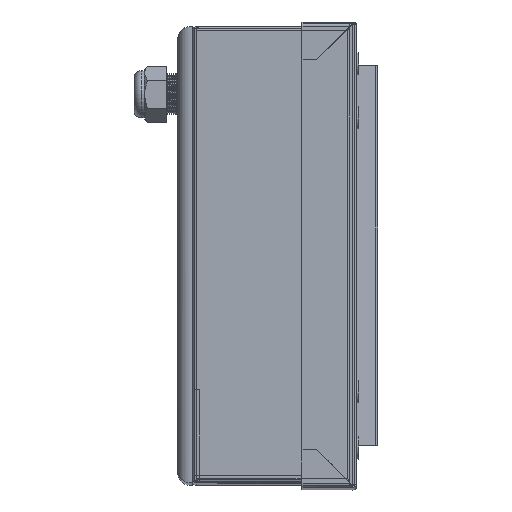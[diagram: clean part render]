
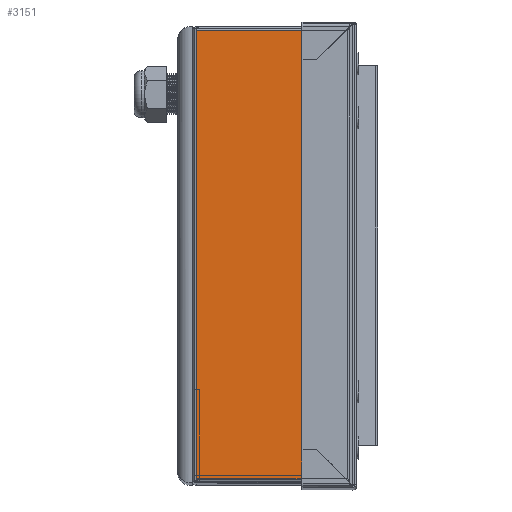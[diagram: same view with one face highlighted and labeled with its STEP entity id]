
A CAD part, top view. The second image highlights one B-rep face of the part: STEP entity #3151.
In plain terms, the highlighted planar face has unit normal (0, 0, 1).
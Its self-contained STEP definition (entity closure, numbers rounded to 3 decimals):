
#3151 = ADVANCED_FACE( '', ( #7300 ), #7301, .T. );
#7300 = FACE_OUTER_BOUND( '', #13601, .T. );
#7301 = PLANE( '', #13602 );
#13601 = EDGE_LOOP( '', ( #20800, #20801, #20802, #20803, #20804, #20805 ) );
#13602 = AXIS2_PLACEMENT_3D( '', #20806, #20807, #20808 );
#20800 = ORIENTED_EDGE( '', *, *, #37171, .F. );
#20801 = ORIENTED_EDGE( '', *, *, #37417, .T. );
#20802 = ORIENTED_EDGE( '', *, *, #37418, .T. );
#20803 = ORIENTED_EDGE( '', *, *, #37419, .T. );
#20804 = ORIENTED_EDGE( '', *, *, #37420, .F. );
#20805 = ORIENTED_EDGE( '', *, *, #37421, .F. );
#20806 = CARTESIAN_POINT( '', ( 43.5, 125., 387.5 ) );
#20807 = DIRECTION( '', ( 0., 0., 1. ) );
#20808 = DIRECTION( '', ( 1., 0., 0. ) );
#37171 = EDGE_CURVE( '', #44232, #44234, #44235, .T. );
#37417 = EDGE_CURVE( '', #44232, #44663, #44664, .T. );
#37418 = EDGE_CURVE( '', #44663, #44665, #44666, .T. );
#37419 = EDGE_CURVE( '', #44665, #44667, #44668, .T. );
#37420 = EDGE_CURVE( '', #44669, #44667, #44670, .T. );
#37421 = EDGE_CURVE( '', #44234, #44669, #44671, .T. );
#44232 = VERTEX_POINT( '', #54605 );
#44234 = VERTEX_POINT( '', #54607 );
#44235 = LINE( '', #54608, #54609 );
#44663 = VERTEX_POINT( '', #55211 );
#44664 = LINE( '', #55212, #55213 );
#44665 = VERTEX_POINT( '', #55214 );
#44666 = LINE( '', #55215, #55216 );
#44667 = VERTEX_POINT( '', #55217 );
#44668 = LINE( '', #55218, #55219 );
#44669 = VERTEX_POINT( '', #55220 );
#44670 = LINE( '', #55221, #55222 );
#44671 = LINE( '', #55223, #55224 );
#54605 = CARTESIAN_POINT( '', ( 41.29, 122.788, 387.5 ) );
#54607 = CARTESIAN_POINT( '', ( 41.29, -122.788, 387.5 ) );
#54608 = CARTESIAN_POINT( '', ( 41.29, -122.788, 387.5 ) );
#54609 = VECTOR( '', #68314, 1000. );
#55211 = CARTESIAN_POINT( '', ( -41.288, 122.788, 387.5 ) );
#55212 = CARTESIAN_POINT( '', ( -41.29, 122.788, 387.5 ) );
#55213 = VECTOR( '', #68583, 1000. );
#55214 = CARTESIAN_POINT( '', ( -41.29, 122.788, 387.5 ) );
#55215 = CARTESIAN_POINT( '', ( -41.29, 122.788, 387.5 ) );
#55216 = VECTOR( '', #68584, 1000. );
#55217 = CARTESIAN_POINT( '', ( -41.29, -122.788, 387.5 ) );
#55218 = CARTESIAN_POINT( '', ( -41.29, 125., 387.5 ) );
#55219 = VECTOR( '', #68585, 1000. );
#55220 = CARTESIAN_POINT( '', ( -41.288, -122.788, 387.5 ) );
#55221 = CARTESIAN_POINT( '', ( -41.29, -122.788, 387.5 ) );
#55222 = VECTOR( '', #68586, 1000. );
#55223 = CARTESIAN_POINT( '', ( -41.29, -122.788, 387.5 ) );
#55224 = VECTOR( '', #68587, 1000. );
#68314 = DIRECTION( '', ( 0., -1., 0. ) );
#68583 = DIRECTION( '', ( -1., 0., 0. ) );
#68584 = DIRECTION( '', ( -1., 0., 0. ) );
#68585 = DIRECTION( '', ( 0., -1., 0. ) );
#68586 = DIRECTION( '', ( -1., 0., 0. ) );
#68587 = DIRECTION( '', ( -1., 0., 0. ) );
